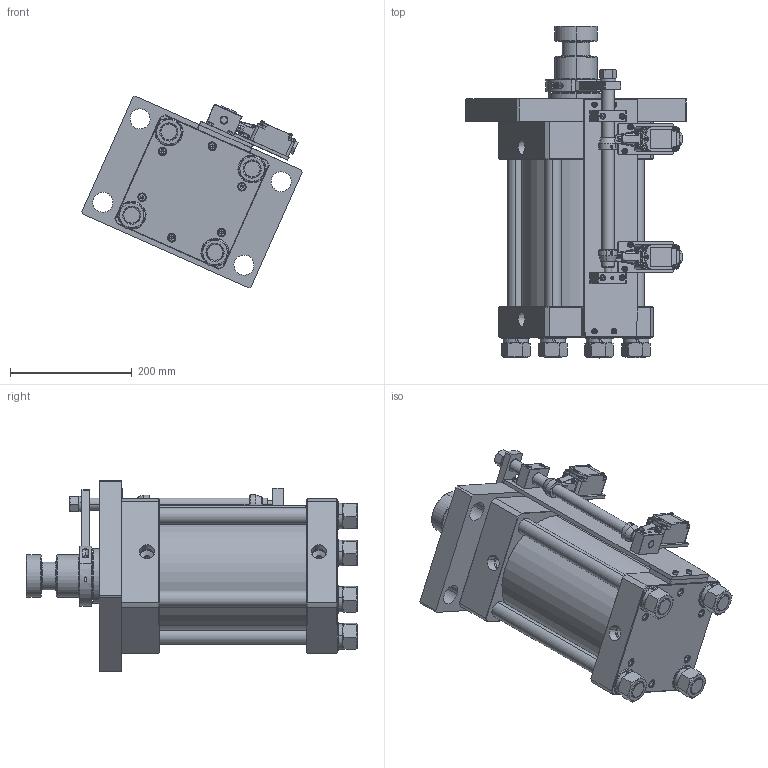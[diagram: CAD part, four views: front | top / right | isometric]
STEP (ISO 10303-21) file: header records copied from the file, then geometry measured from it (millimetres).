
FILE_DESCRIPTION (( 'STEP AP203' ), '1' );
FILE_NAME ('CHK-FA150x150D-00.STEP', '2013-03-13T07:04:47', ( '微软用户' ), ( '微软中国' ), 'SwSTEP 2.0', 'SolidWorks 2011', '' );
FILE_SCHEMA (( 'CONFIG_CONTROL_DESIGN' ));
Length unit declared in the file: millimetre
Products named in the file (38): CHK-FA150x150D-00; 菜え16; 垫圈27; hex socket set screws with flat point gb_GB_FASTENER_SCREWS_HSFP M5X5-N; CHK-FA100x130-20; hex nuts, style 1-grades ab gb_GB_FASTENER_NUT_SNAB1 M16-N; spring lock washers--normal type gb_GB_FASTENER_WASHER_SW 16; CHK-FA150x100D-16; CHK-FA150x100D-17-1; CHK-FA150x100D-17-2; hexagon socket head cap screws gb_GB_FASTENER_SCREWS_HSHCS M5X30-N; hexagon socket head cap screws gb_GB_FASTENER_SCREWS_HSHCS M5X16-N; 俴最羲壽; cross recessed small pan head screws gb_GB_CROSS_SCREWS_TYPE3 M3.5X5-5-N; CHK-FA150x100D-18; hex socket set screws with flat point gb_GB_FASTENER_SCREWS_HSFP M5X10-N; hexagon socket head cap screws gb_GB_FASTENER_SCREWS_HSHCS M5X35-N; CHK-FA150x150D-19; CHK-FA150x150D-15; CHK-FA150x100D-14; CHK-FA150x100D-13; hexagon socket head cap screws gb_GB_FASTENER_SCREWS_HSHCS M5X20-N; CHK-FA150x150D-12; CHK-FA150x100D-11; hex nuts, style 1-grades ab gb_GB_FASTENER_NUT_SNAB1 B M27-N; spring lock washers--normal type gb_GB_FASTENER_WASHER_SW 27; CHK-FA150x150D-10; CHK-FA150x100D-03; CHK-FA150x100D-02; CHK-FA150x100D-04; hexagon socket head cap screws gb_GB_FASTENER_SCREWS_HSHCS M8X55-N; CHK-FA150x150D-07; CHK-FA150x100D-08; CHK-FA150x100D-09; CHK-FA150x100D-06; CHK-FA150x100D-05; CHK-FA150x150D-01
Assembly tree (88 placements, depth 3):
  CHK-FA150x150D-00
    CHK-FA150x100D-13
    CHK-FA150x100D-03
    CHK-FA150x100D-02
    菜え16
    CHK-FA150x100D-18  x2
    hexagon socket head cap screws gb_GB_FASTENER_SCREWS_HSHCS M5X20-N  x6
    垫圈27  x4
    hexagon socket head cap screws gb_GB_FASTENER_SCREWS_HSHCS M5X16-N  x4
    CHK-FA150x100D-04
    hexagon socket head cap screws gb_GB_FASTENER_SCREWS_HSHCS M8X55-N  x12
    hexagon socket head cap screws gb_GB_FASTENER_SCREWS_HSHCS M5X30-N  x8
    CHK-FA150x150D-12
    CHK-FA150x100D-11
    hex socket set screws with flat point gb_GB_FASTENER_SCREWS_HSFP M5X5-N  x2
    CHK-FA100x130-20  x2
    CHK-FA150x150D-10  x4
    CHK-FA150x150D-07
    CHK-FA150x100D-08
    CHK-FA150x100D-09
    俴最羲壽  x2
      cross recessed small pan head screws gb_GB_CROSS_SCREWS_TYPE3 M3.5X5-5-N
      俴最羲壽
    hex nuts, style 1-grades ab gb_GB_FASTENER_NUT_SNAB1 B M27-N  x4
    CHK-FA150x150D-01
    hex nuts, style 1-grades ab gb_GB_FASTENER_NUT_SNAB1 M16-N
    spring lock washers--normal type gb_GB_FASTENER_WASHER_SW 27  x4
    spring lock washers--normal type gb_GB_FASTENER_WASHER_SW 16
    CHK-FA150x100D-16
    CHK-FA150x100D-17-1
    CHK-FA150x100D-06
    CHK-FA150x100D-17-2
    hex socket set screws with flat point gb_GB_FASTENER_SCREWS_HSFP M5X10-N
    hexagon socket head cap screws gb_GB_FASTENER_SCREWS_HSHCS M5X35-N  x4
    CHK-FA150x100D-05
    CHK-FA150x150D-19
    CHK-FA150x150D-15
    CHK-FA150x100D-14
Bounding box: 362.42 x 546 x 315.28 mm (x, y, z)
Volume: 12478446 mm3; surface area: 1535701 mm2
Topology: 94 solids, 94 shells, 3158 faces, 7899 edges, 4921 vertices
Faces by surface type: plane 1475, cylinder 828, cone 373, bspline 250, torus 188, sphere 44
Entity records: 89549 total; most frequent: CARTESIAN_POINT 47099, ORIENTED_EDGE 7676, DIRECTION 7600, EDGE_CURVE 3838, AXIS2_PLACEMENT_3D 3047, VERTEX_POINT 2411, EDGE_LOOP 1905, ADVANCED_FACE 1619
